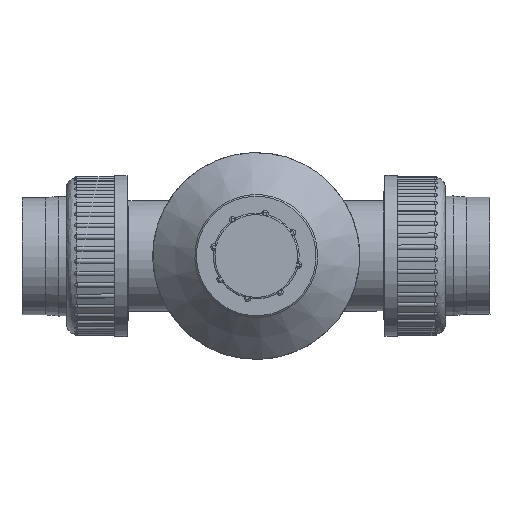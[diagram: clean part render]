
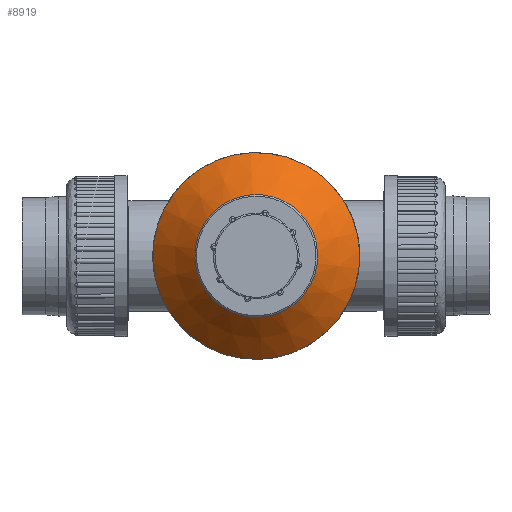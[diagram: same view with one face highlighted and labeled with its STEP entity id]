
A CAD part, front view. The second image highlights one B-rep face of the part: STEP entity #8919.
In plain terms, the highlighted conical face has half-angle 45 degrees and reference radius 38 mm.
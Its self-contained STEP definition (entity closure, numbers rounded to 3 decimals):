
#699 = AXIS2_PLACEMENT_3D ( 'NONE', #9553, #8533, #8257 ) ;
#705 = ORIENTED_EDGE ( 'NONE', *, *, #6527, .T. ) ;
#1061 = EDGE_LOOP ( 'NONE', ( #705 ) ) ;
#1453 = VERTEX_POINT ( 'NONE', #5615 ) ;
#1608 = DIRECTION ( 'NONE',  ( 0., 1., 0. ) ) ;
#1958 = DIRECTION ( 'NONE',  ( 1., 0., 0. ) ) ;
#1977 = CIRCLE ( 'NONE', #11094, 38. ) ;
#2311 = AXIS2_PLACEMENT_3D ( 'NONE', #8421, #12556, #1958 ) ;
#4221 = FACE_OUTER_BOUND ( 'NONE', #1061, .T. ) ;
#4858 = CARTESIAN_POINT ( 'NONE',  ( -48.915, -39.663, 0. ) ) ;
#4923 = VERTEX_POINT ( 'NONE', #4858 ) ;
#5504 = DIRECTION ( 'NONE',  ( -1., 0., 0. ) ) ;
#5615 = CARTESIAN_POINT ( 'NONE',  ( -22.915, -13.663, 0. ) ) ;
#5796 = CONICAL_SURFACE ( 'NONE', #2311, 38., 0.785 ) ;
#6190 = EDGE_CURVE ( 'NONE', #1453, #1453, #1977, .T. ) ;
#6341 = CIRCLE ( 'NONE', #699, 64. ) ;
#6527 = EDGE_CURVE ( 'NONE', #4923, #4923, #6341, .T. ) ;
#7205 = FACE_BOUND ( 'NONE', #9786, .T. ) ;
#8257 = DIRECTION ( 'NONE',  ( -1., 0., 0. ) ) ;
#8421 = CARTESIAN_POINT ( 'NONE',  ( 15.085, -13.663, 0. ) ) ;
#8533 = DIRECTION ( 'NONE',  ( 0., 1., 0. ) ) ;
#8919 = ADVANCED_FACE ( 'NONE', ( #4221, #7205 ), #5796, .T. ) ;
#9553 = CARTESIAN_POINT ( 'NONE',  ( 15.085, -39.663, 0. ) ) ;
#9786 = EDGE_LOOP ( 'NONE', ( #13166 ) ) ;
#11094 = AXIS2_PLACEMENT_3D ( 'NONE', #11863, #1608, #5504 ) ;
#11863 = CARTESIAN_POINT ( 'NONE',  ( 15.085, -13.663, 0. ) ) ;
#12556 = DIRECTION ( 'NONE',  ( 0., -1., 0. ) ) ;
#13166 = ORIENTED_EDGE ( 'NONE', *, *, #6190, .F. ) ;
